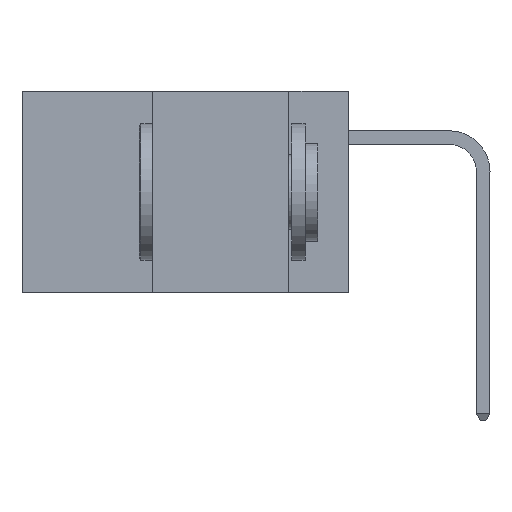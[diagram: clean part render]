
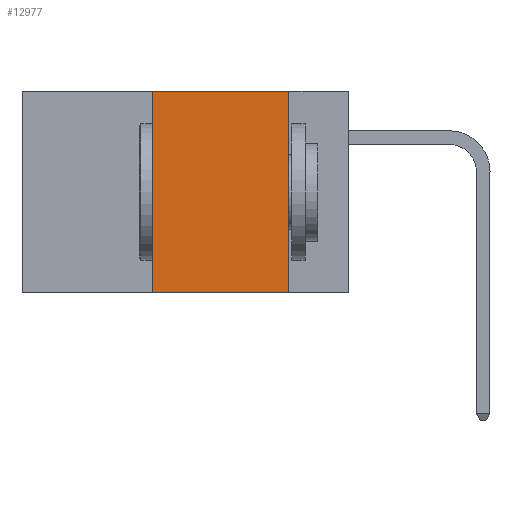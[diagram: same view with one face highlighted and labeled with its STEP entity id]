
A CAD part, left-side view. The second image highlights one B-rep face of the part: STEP entity #12977.
In plain terms, the highlighted planar face has unit normal (-1, 0, 0).
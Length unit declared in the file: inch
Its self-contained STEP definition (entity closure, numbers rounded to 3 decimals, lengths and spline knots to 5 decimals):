
#1752 = CARTESIAN_POINT ( 'NONE',  ( 0., 0.6, -0.37 ) ) ;
#1888 = EDGE_CURVE ( 'NONE', #25389, #2367, #29737, .T. ) ;
#2367 = VERTEX_POINT ( 'NONE', #16754 ) ;
#2898 = VECTOR ( 'NONE', #19991, 39.37008 ) ;
#3272 = VECTOR ( 'NONE', #8573, 39.37008 ) ;
#5356 = ORIENTED_EDGE ( 'NONE', *, *, #19029, .F. ) ;
#5511 = ORIENTED_EDGE ( 'NONE', *, *, #27091, .F. ) ;
#5955 = CARTESIAN_POINT ( 'NONE',  ( 0., 0.11, 0. ) ) ;
#7570 = CARTESIAN_POINT ( 'NONE',  ( 0., 0.11, 0. ) ) ;
#7826 = ORIENTED_EDGE ( 'NONE', *, *, #1888, .T. ) ;
#8573 = DIRECTION ( 'NONE',  ( 0., 0., -1. ) ) ;
#10402 = LINE ( 'NONE', #24020, #23443 ) ;
#10959 = AXIS2_PLACEMENT_3D ( 'NONE', #30016, #14479, #32638 ) ;
#11829 = PLANE ( 'NONE',  #10959 ) ;
#12830 = DIRECTION ( 'NONE',  ( 0., -1., 0. ) ) ;
#12977 = ADVANCED_FACE ( 'NONE', ( #17624 ), #11829, .F. ) ;
#13259 = CARTESIAN_POINT ( 'NONE',  ( 0., 0.36, -0.37 ) ) ;
#14479 = DIRECTION ( 'NONE',  ( 1., 0., 0. ) ) ;
#15857 = VERTEX_POINT ( 'NONE', #26464 ) ;
#16625 = EDGE_CURVE ( 'NONE', #27088, #2367, #31745, .T. ) ;
#16754 = CARTESIAN_POINT ( 'NONE',  ( 0., 0.11, -0.37 ) ) ;
#17624 = FACE_OUTER_BOUND ( 'NONE', #32078, .T. ) ;
#17981 = CARTESIAN_POINT ( 'NONE',  ( 0., 0.6, 0. ) ) ;
#18147 = ORIENTED_EDGE ( 'NONE', *, *, #16625, .F. ) ;
#19029 = EDGE_CURVE ( 'NONE', #25389, #15857, #10402, .T. ) ;
#19991 = DIRECTION ( 'NONE',  ( 0., -1., 0. ) ) ;
#20633 = VECTOR ( 'NONE', #12830, 39.37008 ) ;
#22251 = LINE ( 'NONE', #17981, #20633 ) ;
#23443 = VECTOR ( 'NONE', #26620, 39.37008 ) ;
#24020 = CARTESIAN_POINT ( 'NONE',  ( 0., 0.36, 0. ) ) ;
#25389 = VERTEX_POINT ( 'NONE', #13259 ) ;
#26464 = CARTESIAN_POINT ( 'NONE',  ( 0., 0.36, 0. ) ) ;
#26620 = DIRECTION ( 'NONE',  ( 0., 0., 1. ) ) ;
#27088 = VERTEX_POINT ( 'NONE', #7570 ) ;
#27091 = EDGE_CURVE ( 'NONE', #15857, #27088, #22251, .T. ) ;
#29737 = LINE ( 'NONE', #1752, #2898 ) ;
#30016 = CARTESIAN_POINT ( 'NONE',  ( 0., 0.6, 0. ) ) ;
#31745 = LINE ( 'NONE', #5955, #3272 ) ;
#32078 = EDGE_LOOP ( 'NONE', ( #18147, #5511, #5356, #7826 ) ) ;
#32638 = DIRECTION ( 'NONE',  ( 0., 0., -1. ) ) ;
